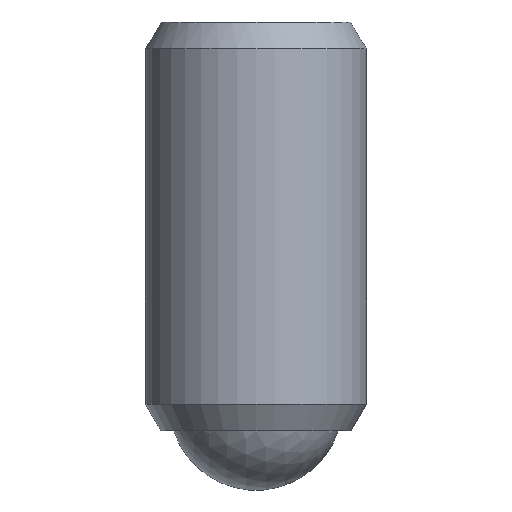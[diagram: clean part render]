
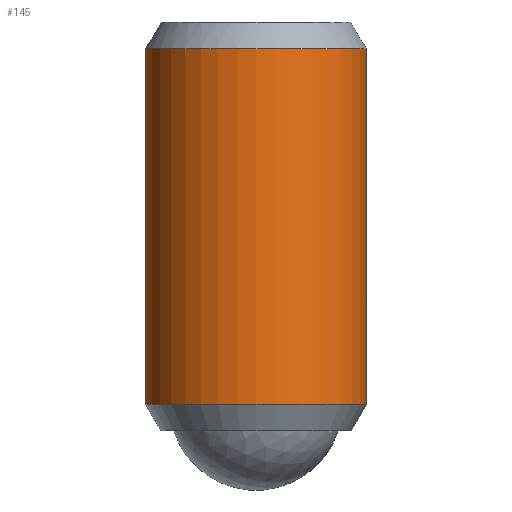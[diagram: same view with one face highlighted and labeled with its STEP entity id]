
A CAD part, front view. The second image highlights one B-rep face of the part: STEP entity #145.
In plain terms, the highlighted cylindrical face has radius 3.97 mm (diameter 7.94 mm), a partial arc.
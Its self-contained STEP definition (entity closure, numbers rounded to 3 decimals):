
#89=EDGE_CURVE('',#107,#191,#233,.T.);
#93=EDGE_CURVE('',#95,#149,#237,.T.);
#95=VERTEX_POINT('',#239);
#107=VERTEX_POINT('',#252);
#129=EDGE_CURVE('',#191,#149,#276,.T.);
#145=ADVANCED_FACE('',(#297),#298,.T.);
#149=VERTEX_POINT('',#302);
#191=VERTEX_POINT('',#349);
#193=EDGE_CURVE('',#95,#107,#351,.T.);
#233=CIRCLE('',#382,3.97);
#237=CIRCLE('',#387,3.97);
#239=CARTESIAN_POINT('',(-3.97,0.,15.867));
#252=CARTESIAN_POINT('',(-3.97,0.,3.093));
#276=LINE('',#436,#437);
#297=FACE_OUTER_BOUND('',#478,.T.);
#298=CYLINDRICAL_SURFACE('',#479,3.97);
#302=CARTESIAN_POINT('',(3.97,0.,15.867));
#349=CARTESIAN_POINT('',(3.97,0.,3.093));
#351=LINE('',#567,#568);
#382=AXIS2_PLACEMENT_3D('',#601,#602,#603);
#387=AXIS2_PLACEMENT_3D('',#604,#605,#606);
#436=CARTESIAN_POINT('',(3.97,0.,9.48));
#437=VECTOR('',#651,1.0);
#478=EDGE_LOOP('',(#686,#687,#688,#689));
#479=AXIS2_PLACEMENT_3D('',#690,#691,#692);
#567=CARTESIAN_POINT('',(-3.97,0.,9.48));
#568=VECTOR('',#757,1.0);
#601=CARTESIAN_POINT('',(0.,0.0,3.093));
#602=DIRECTION('',(0.,0.,1.0));
#603=DIRECTION('',(1.0,0.,0.));
#604=CARTESIAN_POINT('',(0.,0.0,15.867));
#605=DIRECTION('',(0.,0.,1.0));
#606=DIRECTION('',(1.0,0.,0.));
#651=DIRECTION('',(0.,0.0,1.0));
#686=ORIENTED_EDGE('',*,*,#129,.T.);
#687=ORIENTED_EDGE('',*,*,#93,.F.);
#688=ORIENTED_EDGE('',*,*,#193,.T.);
#689=ORIENTED_EDGE('',*,*,#89,.T.);
#690=CARTESIAN_POINT('',(0.,0.0,9.48));
#691=DIRECTION('',(0.,0.,-1.0));
#692=DIRECTION('',(1.0,0.,0.));
#757=DIRECTION('',(0.,-0.0,-1.0));
